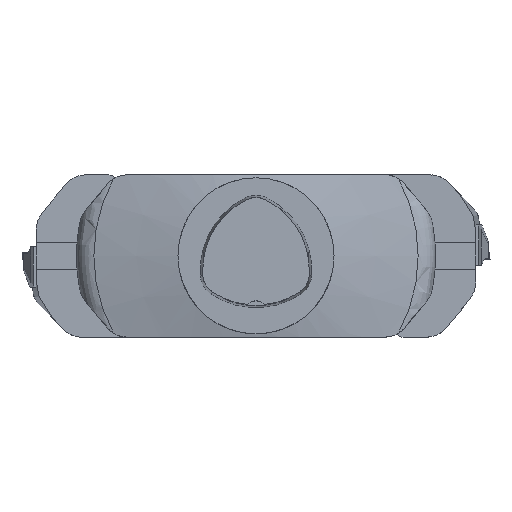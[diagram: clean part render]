
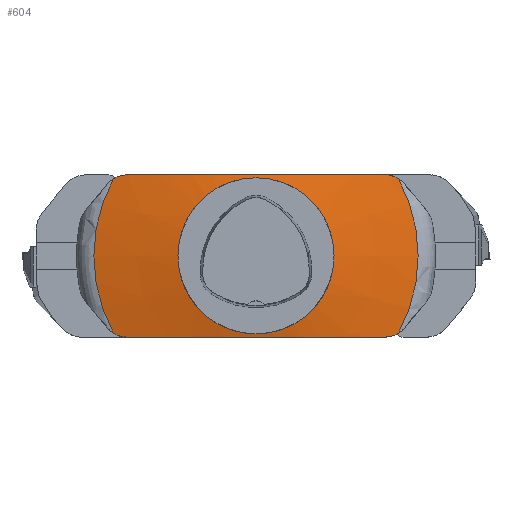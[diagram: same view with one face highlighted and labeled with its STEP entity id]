
A CAD part, top view. The second image highlights one B-rep face of the part: STEP entity #604.
In plain terms, the highlighted conical face has half-angle 78 degrees and reference radius 50 mm.
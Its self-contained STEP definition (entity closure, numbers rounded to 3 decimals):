
#459=CONICAL_SURFACE('',#3127,50.,78.);
#471=FACE_BOUND('',#951,.T.);
#472=FACE_BOUND('',#952,.T.);
#518=B_SPLINE_CURVE_WITH_KNOTS('',3,(#4321,#4322,#4323,#4324),
 .UNSPECIFIED.,.F.,.F.,(4,4),(0.,1.),.UNSPECIFIED.);
#521=B_SPLINE_CURVE_WITH_KNOTS('',3,(#4338,#4339,#4340,#4341),
 .UNSPECIFIED.,.F.,.F.,(4,4),(0.,1.),.UNSPECIFIED.);
#522=B_SPLINE_CURVE_WITH_KNOTS('',3,(#4347,#4348,#4349,#4350,#4351,#4352,
#4353,#4354,#4355,#4356,#4357,#4358),.UNSPECIFIED.,.F.,.F.,(4,2,2,2,2,4),
(0.,0.25,0.375,0.5,0.75,1.),.UNSPECIFIED.);
#523=B_SPLINE_CURVE_WITH_KNOTS('',3,(#4360,#4361,#4362,#4363),
 .UNSPECIFIED.,.F.,.F.,(4,4),(0.,1.),.UNSPECIFIED.);
#526=B_SPLINE_CURVE_WITH_KNOTS('',3,(#4377,#4378,#4379,#4380),
 .UNSPECIFIED.,.F.,.F.,(4,4),(0.,1.),.UNSPECIFIED.);
#527=B_SPLINE_CURVE_WITH_KNOTS('',3,(#4384,#4385,#4386,#4387,#4388,#4389,
#4390,#4391,#4392,#4393,#4394,#4395),.UNSPECIFIED.,.F.,.F.,(4,2,2,2,2,4),
(0.,0.25,0.5,0.625,0.75,1.),.UNSPECIFIED.);
#604=ADVANCED_FACE('',(#471,#472),#459,.T.);
#951=EDGE_LOOP('',(#1362));
#952=EDGE_LOOP('',(#1363,#1364,#1365,#1366,#1367,#1368,#1369,#1370));
#1098=CIRCLE('',#3117,103.911);
#1099=CIRCLE('',#3122,103.911);
#1100=CIRCLE('',#3126,50.);
#1362=ORIENTED_EDGE('',*,*,#2198,.T.);
#1363=ORIENTED_EDGE('',*,*,#2197,.F.);
#1364=ORIENTED_EDGE('',*,*,#2195,.T.);
#1365=ORIENTED_EDGE('',*,*,#2193,.T.);
#1366=ORIENTED_EDGE('',*,*,#2191,.T.);
#1367=ORIENTED_EDGE('',*,*,#2190,.F.);
#1368=ORIENTED_EDGE('',*,*,#2187,.T.);
#1369=ORIENTED_EDGE('',*,*,#2185,.T.);
#1370=ORIENTED_EDGE('',*,*,#2183,.T.);
#1918=VERTEX_POINT('',#4320);
#1919=VERTEX_POINT('',#4325);
#1920=VERTEX_POINT('',#4332);
#1921=VERTEX_POINT('',#4342);
#1922=VERTEX_POINT('',#4346);
#1923=VERTEX_POINT('',#4364);
#1924=VERTEX_POINT('',#4371);
#1925=VERTEX_POINT('',#4381);
#1926=VERTEX_POINT('',#4398);
#2183=EDGE_CURVE('',#1919,#1918,#518,.T.);
#2185=EDGE_CURVE('',#1920,#1919,#1098,.T.);
#2187=EDGE_CURVE('',#1921,#1920,#521,.T.);
#2190=EDGE_CURVE('',#1921,#1922,#522,.T.);
#2191=EDGE_CURVE('',#1923,#1922,#523,.T.);
#2193=EDGE_CURVE('',#1924,#1923,#1099,.T.);
#2195=EDGE_CURVE('',#1925,#1924,#526,.T.);
#2197=EDGE_CURVE('',#1925,#1918,#527,.T.);
#2198=EDGE_CURVE('',#1926,#1926,#1100,.T.);
#3117=AXIS2_PLACEMENT_3D('',#4331,#3506,#3507);
#3122=AXIS2_PLACEMENT_3D('',#4370,#3518,#3519);
#3126=AXIS2_PLACEMENT_3D('',#4397,#3527,#3528);
#3127=AXIS2_PLACEMENT_3D('',#4399,#3529,#3530);
#3506=DIRECTION('',(0.,0.,1.));
#3507=DIRECTION('',(-1.,0.,0.));
#3518=DIRECTION('',(0.,0.,1.));
#3519=DIRECTION('',(-1.,0.,0.));
#3527=DIRECTION('',(0.,0.,-1.));
#3528=DIRECTION('',(-1.,0.,0.));
#3529=DIRECTION('',(0.,0.,-1.));
#3530=DIRECTION('',(-1.,0.,0.));
#4320=CARTESIAN_POINT('',(-82.689,-52.,-47.135));
#4321=CARTESIAN_POINT('',(-91.409,-49.415,-48.459));
#4322=CARTESIAN_POINT('',(-88.798,-51.112,-48.142));
#4323=CARTESIAN_POINT('',(-85.769,-52.,-47.689));
#4324=CARTESIAN_POINT('',(-82.689,-52.,-47.135));
#4325=CARTESIAN_POINT('',(-91.409,-49.415,-48.459));
#4331=CARTESIAN_POINT('',(0.,0.,-48.459));
#4332=CARTESIAN_POINT('',(-91.409,49.415,-48.459));
#4338=CARTESIAN_POINT('',(-82.689,52.,-47.135));
#4339=CARTESIAN_POINT('',(-85.769,52.,-47.689));
#4340=CARTESIAN_POINT('',(-88.798,51.112,-48.142));
#4341=CARTESIAN_POINT('',(-91.409,49.415,-48.459));
#4342=CARTESIAN_POINT('',(-82.689,52.,-47.135));
#4346=CARTESIAN_POINT('',(82.689,52.,-47.135));
#4347=CARTESIAN_POINT('',(-82.689,52.,-47.135));
#4348=CARTESIAN_POINT('',(-69.012,52.,-44.674));
#4349=CARTESIAN_POINT('',(-55.31,52.,-42.345));
#4350=CARTESIAN_POINT('',(-34.613,52.,-39.6));
#4351=CARTESIAN_POINT('',(-27.689,52.,-38.819));
#4352=CARTESIAN_POINT('',(-13.75,52.,-37.722));
#4353=CARTESIAN_POINT('',(-6.741,52.,-37.419));
#4354=CARTESIAN_POINT('',(14.121,52.,-37.437));
#4355=CARTESIAN_POINT('',(27.902,52.,-38.707));
#4356=CARTESIAN_POINT('',(55.353,52.,-42.354));
#4357=CARTESIAN_POINT('',(69.028,52.,-44.677));
#4358=CARTESIAN_POINT('',(82.689,52.,-47.135));
#4360=CARTESIAN_POINT('',(91.409,49.415,-48.459));
#4361=CARTESIAN_POINT('',(88.798,51.112,-48.142));
#4362=CARTESIAN_POINT('',(85.769,52.,-47.689));
#4363=CARTESIAN_POINT('',(82.689,52.,-47.135));
#4364=CARTESIAN_POINT('',(91.409,49.415,-48.459));
#4370=CARTESIAN_POINT('',(0.,0.,-48.459));
#4371=CARTESIAN_POINT('',(91.409,-49.415,-48.459));
#4377=CARTESIAN_POINT('',(82.689,-52.,-47.135));
#4378=CARTESIAN_POINT('',(85.769,-52.,-47.689));
#4379=CARTESIAN_POINT('',(88.798,-51.112,-48.142));
#4380=CARTESIAN_POINT('',(91.409,-49.415,-48.459));
#4381=CARTESIAN_POINT('',(82.689,-52.,-47.135));
#4384=CARTESIAN_POINT('',(82.689,-52.,-47.135));
#4385=CARTESIAN_POINT('',(69.028,-52.,-44.677));
#4386=CARTESIAN_POINT('',(55.353,-52.,-42.354));
#4387=CARTESIAN_POINT('',(27.902,-52.,-38.707));
#4388=CARTESIAN_POINT('',(14.121,-52.,-37.437));
#4389=CARTESIAN_POINT('',(-6.741,-52.,-37.419));
#4390=CARTESIAN_POINT('',(-13.75,-52.,-37.722));
#4391=CARTESIAN_POINT('',(-27.689,-52.,-38.819));
#4392=CARTESIAN_POINT('',(-34.613,-52.,-39.6));
#4393=CARTESIAN_POINT('',(-55.31,-52.,-42.345));
#4394=CARTESIAN_POINT('',(-69.012,-52.,-44.674));
#4395=CARTESIAN_POINT('',(-82.689,-52.,-47.135));
#4397=CARTESIAN_POINT('',(0.,0.,-37.));
#4398=CARTESIAN_POINT('',(-50.,0.,-37.));
#4399=CARTESIAN_POINT('',(0.,0.,-37.));
